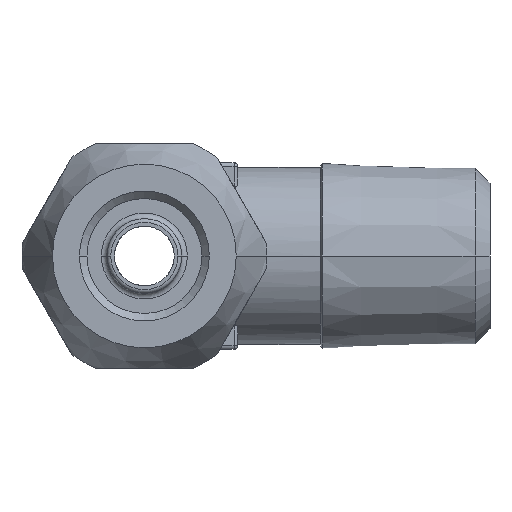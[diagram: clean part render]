
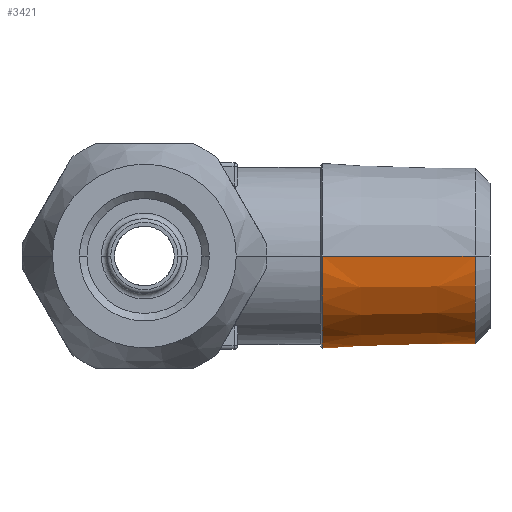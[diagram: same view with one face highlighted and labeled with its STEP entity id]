
A CAD part, left-side view. The second image highlights one B-rep face of the part: STEP entity #3421.
In plain terms, the highlighted conical face has half-angle 1.78 degrees and reference radius 4.827 mm.
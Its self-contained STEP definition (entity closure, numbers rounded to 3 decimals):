
#782=CARTESIAN_POINT('',(0.,-9.53,0.));
#783=DIRECTION('',(0.,-1.,0.));
#784=DIRECTION('',(-1.,0.,0.));
#785=AXIS2_PLACEMENT_3D('',#782,#783,#784);
#800=DIRECTION('',(-0.031,-1.,0.));
#801=VECTOR('',#800,8.174);
#802=CARTESIAN_POINT('',(4.954,-9.53,0.));
#803=LINE('',#802,#801);
#804=DIRECTION('',(0.031,-1.,0.));
#805=VECTOR('',#804,8.174);
#806=CARTESIAN_POINT('',(-4.954,-9.53,0.));
#807=LINE('',#806,#805);
#831=CARTESIAN_POINT('',(0.,-17.7,0.));
#832=DIRECTION('',(0.,1.,0.));
#833=DIRECTION('',(1.,0.,0.));
#834=AXIS2_PLACEMENT_3D('',#831,#832,#833);
#2304=CARTESIAN_POINT('',(4.701,-17.7,0.));
#2306=VERTEX_POINT('',#2304);
#2308=CARTESIAN_POINT('',(-4.701,-17.7,0.));
#2310=VERTEX_POINT('',#2308);
#2312=CARTESIAN_POINT('',(4.954,-9.53,0.));
#2313=CARTESIAN_POINT('',(-4.954,-9.53,0.));
#2314=VERTEX_POINT('',#2312);
#2315=VERTEX_POINT('',#2313);
#3407=CARTESIAN_POINT('',(0.,-13.615,0.));
#3408=DIRECTION('',(0.,1.,0.));
#3409=DIRECTION('',(1.,0.,0.));
#3410=AXIS2_PLACEMENT_3D('',#3407,#3408,#3409);
#3411=CONICAL_SURFACE('',#3410,4.827,1.78);
#3412=ORIENTED_EDGE('',*,*,#3397,.F.);
#3414=ORIENTED_EDGE('',*,*,#3413,.T.);
#3416=ORIENTED_EDGE('',*,*,#3415,.F.);
#3418=ORIENTED_EDGE('',*,*,#3417,.F.);
#3419=EDGE_LOOP('',(#3412,#3414,#3416,#3418));
#3420=FACE_OUTER_BOUND('',#3419,.F.);
#3421=ADVANCED_FACE('',(#3420),#3411,.T.);
#786=CIRCLE('',#785,4.954);
#835=CIRCLE('',#834,4.701);
#3397=EDGE_CURVE('',#2315,#2314,#786,.T.);
#3413=EDGE_CURVE('',#2315,#2310,#807,.T.);
#3415=EDGE_CURVE('',#2306,#2310,#835,.T.);
#3417=EDGE_CURVE('',#2314,#2306,#803,.T.);
